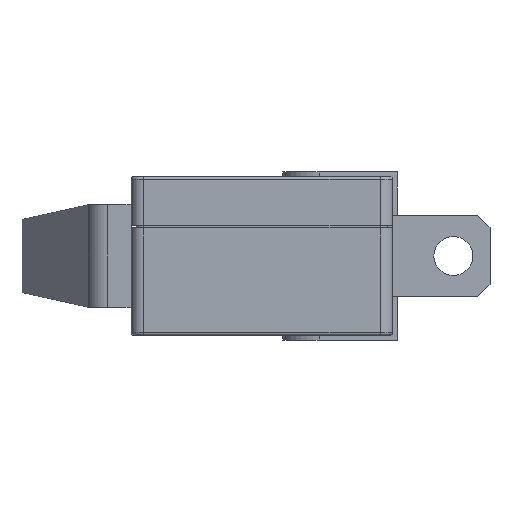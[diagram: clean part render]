
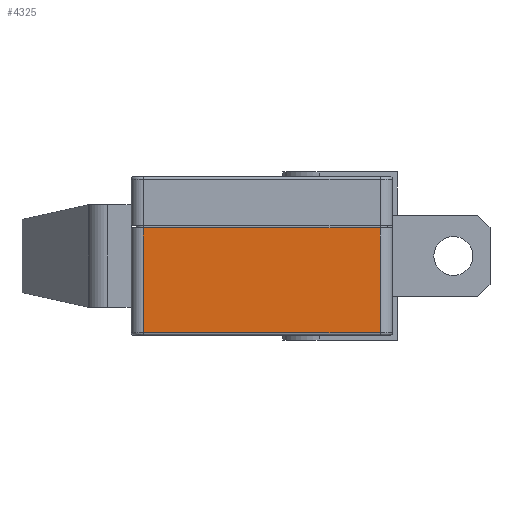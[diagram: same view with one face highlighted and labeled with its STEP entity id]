
A CAD part, left-side view. The second image highlights one B-rep face of the part: STEP entity #4325.
In plain terms, the highlighted planar face has unit normal (-1, 0, 0).
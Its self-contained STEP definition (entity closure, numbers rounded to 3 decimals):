
#151 = AXIS2_PLACEMENT_3D ( 'NONE', #6564, #9552, #2850 ) ;
#340 = EDGE_CURVE ( 'NONE', #5455, #8216, #9330, .T. ) ;
#404 = VECTOR ( 'NONE', #4929, 1000. ) ;
#605 = FACE_OUTER_BOUND ( 'NONE', #9453, .T. ) ;
#1258 = VERTEX_POINT ( 'NONE', #6420 ) ;
#1515 = ORIENTED_EDGE ( 'NONE', *, *, #7632, .F. ) ;
#1546 = LINE ( 'NONE', #4519, #4433 ) ;
#1702 = VECTOR ( 'NONE', #9168, 1000. ) ;
#1960 = CARTESIAN_POINT ( 'NONE',  ( 0., 0.5, 6.5 ) ) ;
#2518 = VECTOR ( 'NONE', #5601, 1000. ) ;
#2620 = VERTEX_POINT ( 'NONE', #7147 ) ;
#2625 = CARTESIAN_POINT ( 'NONE',  ( 0., 0.5, 0.1 ) ) ;
#2850 = DIRECTION ( 'NONE',  ( 0., 0., 1. ) ) ;
#3195 = LINE ( 'NONE', #6179, #1702 ) ;
#3581 = PLANE ( 'NONE',  #151 ) ;
#4325 = ADVANCED_FACE ( 'NONE', ( #605 ), #3581, .T. ) ;
#4433 = VECTOR ( 'NONE', #7513, 1000. ) ;
#4519 = CARTESIAN_POINT ( 'NONE',  ( 0., 0., 4.4 ) ) ;
#4929 = DIRECTION ( 'NONE',  ( 0., 0., 1. ) ) ;
#5004 = ORIENTED_EDGE ( 'NONE', *, *, #9190, .T. ) ;
#5166 = ORIENTED_EDGE ( 'NONE', *, *, #340, .T. ) ;
#5348 = EDGE_CURVE ( 'NONE', #1258, #5455, #3195, .T. ) ;
#5455 = VERTEX_POINT ( 'NONE', #7491 ) ;
#5601 = DIRECTION ( 'NONE',  ( 0., -1., 0. ) ) ;
#6179 = CARTESIAN_POINT ( 'NONE',  ( 0., 10.2, 6.5 ) ) ;
#6420 = CARTESIAN_POINT ( 'NONE',  ( 0., 10.2, 4.4 ) ) ;
#6564 = CARTESIAN_POINT ( 'NONE',  ( 0., 0., 6.5 ) ) ;
#6693 = ORIENTED_EDGE ( 'NONE', *, *, #5348, .T. ) ;
#7147 = CARTESIAN_POINT ( 'NONE',  ( 0., 0.5, 4.4 ) ) ;
#7343 = CARTESIAN_POINT ( 'NONE',  ( 0., 0.5, 0.1 ) ) ;
#7491 = CARTESIAN_POINT ( 'NONE',  ( 0., 10.2, 0.1 ) ) ;
#7513 = DIRECTION ( 'NONE',  ( 0., -1., 0. ) ) ;
#7632 = EDGE_CURVE ( 'NONE', #1258, #2620, #1546, .T. ) ;
#8216 = VERTEX_POINT ( 'NONE', #7343 ) ;
#8654 = LINE ( 'NONE', #1960, #404 ) ;
#9168 = DIRECTION ( 'NONE',  ( 0., 0., -1. ) ) ;
#9190 = EDGE_CURVE ( 'NONE', #8216, #2620, #8654, .T. ) ;
#9330 = LINE ( 'NONE', #2625, #2518 ) ;
#9453 = EDGE_LOOP ( 'NONE', ( #5004, #1515, #6693, #5166 ) ) ;
#9552 = DIRECTION ( 'NONE',  ( -1., 0., 0. ) ) ;
